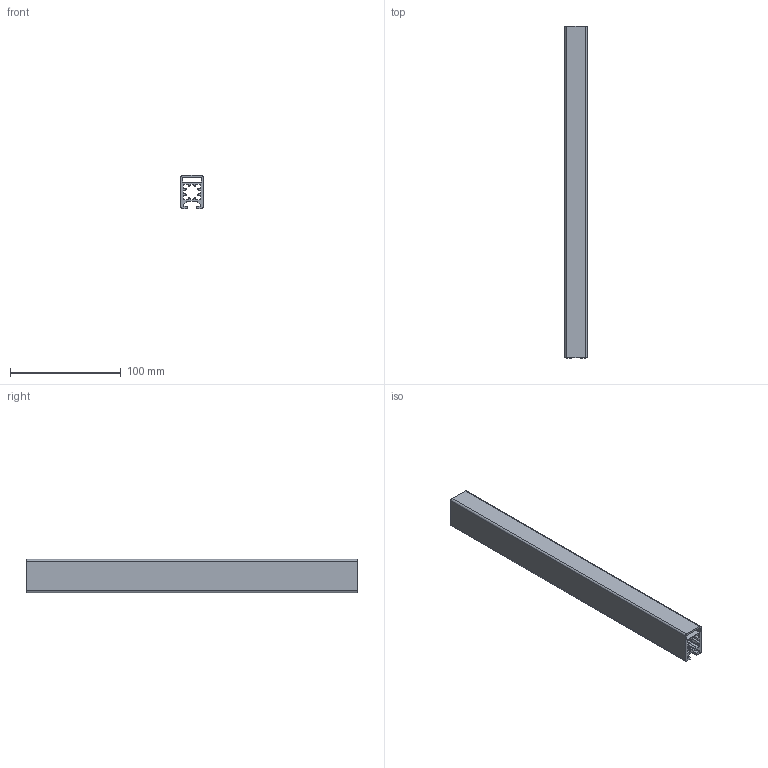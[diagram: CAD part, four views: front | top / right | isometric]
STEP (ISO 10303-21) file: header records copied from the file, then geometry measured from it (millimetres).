
FILE_DESCRIPTION (( 'STEP AP214' ), '1' );
FILE_NAME ('1728064914500.step', '2024-10-04T18:01:56', ( 'Windows User' ), ( '' ), 'SwSTEP 2.0', 'SolidWorks 2011', '' );
FILE_SCHEMA (( 'AUTOMOTIVE_DESIGN' ));
Length unit declared in the file: millimetre
Products named in the file (2): 1.11.020030.14LPx300.00(1); 1728064914500
Assembly tree (1 placements, depth 2):
  1728064914500
    1.11.020030.14LPx300.00(1)
Bounding box: 20 x 300 x 30 mm (x, y, z)
Volume: 74402.9 mm3; surface area: 77891 mm2
Topology: 1 solids, 1 shells, 71 faces, 207 edges, 138 vertices
Faces by surface type: plane 46, cylinder 25
Entity records: 2425 total; most frequent: CARTESIAN_POINT 420, ORIENTED_EDGE 414, DIRECTION 407, EDGE_CURVE 207, VECTOR 157, LINE 157, VERTEX_POINT 138, AXIS2_PLACEMENT_3D 125
